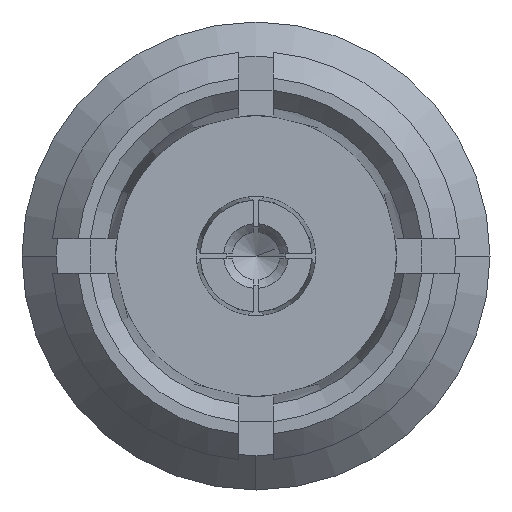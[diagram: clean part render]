
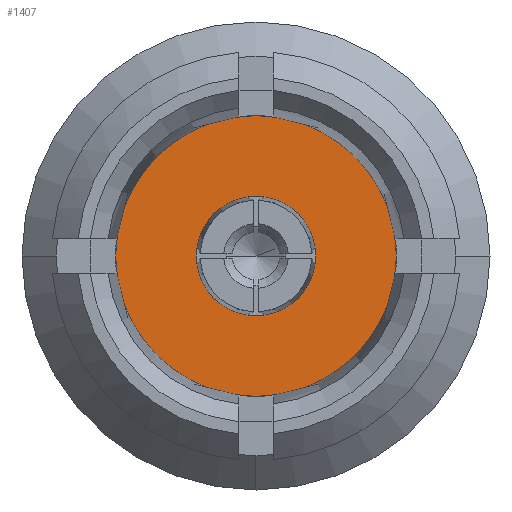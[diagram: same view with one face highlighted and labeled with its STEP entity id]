
A CAD part, left-side view. The second image highlights one B-rep face of the part: STEP entity #1407.
In plain terms, the highlighted planar face has unit normal (-1, 0, 0).
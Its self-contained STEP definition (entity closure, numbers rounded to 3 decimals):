
#121 = ORIENTED_EDGE ( 'NONE', *, *, #1958, .F. ) ;
#210 = CARTESIAN_POINT ( 'NONE',  ( 2.4, 0., 0. ) ) ;
#296 = EDGE_LOOP ( 'NONE', ( #394, #121 ) ) ;
#313 = CIRCLE ( 'NONE', #2904, 0.825 ) ;
#333 = CARTESIAN_POINT ( 'NONE',  ( 2.4, 0., 0. ) ) ;
#394 = ORIENTED_EDGE ( 'NONE', *, *, #2634, .T. ) ;
#396 = CARTESIAN_POINT ( 'NONE',  ( 2.4, 0., 0. ) ) ;
#405 = EDGE_CURVE ( 'NONE', #2273, #528, #672, .T. ) ;
#439 = DIRECTION ( 'NONE',  ( 1., 0., 0. ) ) ;
#465 = DIRECTION ( 'NONE',  ( -1., 0., 0. ) ) ;
#528 = VERTEX_POINT ( 'NONE', #2696 ) ;
#660 = PLANE ( 'NONE',  #2741 ) ;
#672 = CIRCLE ( 'NONE', #1788, 0.35 ) ;
#798 = CIRCLE ( 'NONE', #2077, 0.825 ) ;
#922 = CIRCLE ( 'NONE', #2946, 0.35 ) ;
#1191 = EDGE_LOOP ( 'NONE', ( #2657, #2488 ) ) ;
#1359 = DIRECTION ( 'NONE',  ( 0., -1., 0. ) ) ;
#1389 = DIRECTION ( 'NONE',  ( 0., 1., 0. ) ) ;
#1407 = ADVANCED_FACE ( 'NONE', ( #1868, #2833 ), #660, .T. ) ;
#1576 = EDGE_CURVE ( 'NONE', #528, #2273, #922, .T. ) ;
#1636 = DIRECTION ( 'NONE',  ( 0., 1., 0. ) ) ;
#1788 = AXIS2_PLACEMENT_3D ( 'NONE', #210, #465, #2656 ) ;
#1796 = DIRECTION ( 'NONE',  ( -1., 0., 0. ) ) ;
#1868 = FACE_BOUND ( 'NONE', #1191, .T. ) ;
#1958 = EDGE_CURVE ( 'NONE', #2957, #2942, #313, .T. ) ;
#2007 = CARTESIAN_POINT ( 'NONE',  ( 2.4, -0.825, 0. ) ) ;
#2064 = CARTESIAN_POINT ( 'NONE',  ( 2.4, 0.35, 0. ) ) ;
#2077 = AXIS2_PLACEMENT_3D ( 'NONE', #396, #2548, #1389 ) ;
#2273 = VERTEX_POINT ( 'NONE', #2064 ) ;
#2395 = CARTESIAN_POINT ( 'NONE',  ( 2.4, 0., 0. ) ) ;
#2475 = DIRECTION ( 'NONE',  ( 0., 0., 1. ) ) ;
#2488 = ORIENTED_EDGE ( 'NONE', *, *, #405, .F. ) ;
#2491 = CARTESIAN_POINT ( 'NONE',  ( 2.4, 0., 0. ) ) ;
#2548 = DIRECTION ( 'NONE',  ( -1., 0., 0. ) ) ;
#2634 = EDGE_CURVE ( 'NONE', #2957, #2942, #798, .T. ) ;
#2656 = DIRECTION ( 'NONE',  ( 0., 1., 0. ) ) ;
#2657 = ORIENTED_EDGE ( 'NONE', *, *, #1576, .F. ) ;
#2696 = CARTESIAN_POINT ( 'NONE',  ( 2.4, -0.35, 0. ) ) ;
#2741 = AXIS2_PLACEMENT_3D ( 'NONE', #2491, #2953, #2475 ) ;
#2833 = FACE_OUTER_BOUND ( 'NONE', #296, .T. ) ;
#2904 = AXIS2_PLACEMENT_3D ( 'NONE', #2395, #439, #1636 ) ;
#2942 = VERTEX_POINT ( 'NONE', #2007 ) ;
#2946 = AXIS2_PLACEMENT_3D ( 'NONE', #333, #1796, #1359 ) ;
#2953 = DIRECTION ( 'NONE',  ( -1., 0., 0. ) ) ;
#2957 = VERTEX_POINT ( 'NONE', #2968 ) ;
#2968 = CARTESIAN_POINT ( 'NONE',  ( 2.4, 0.825, 0. ) ) ;
